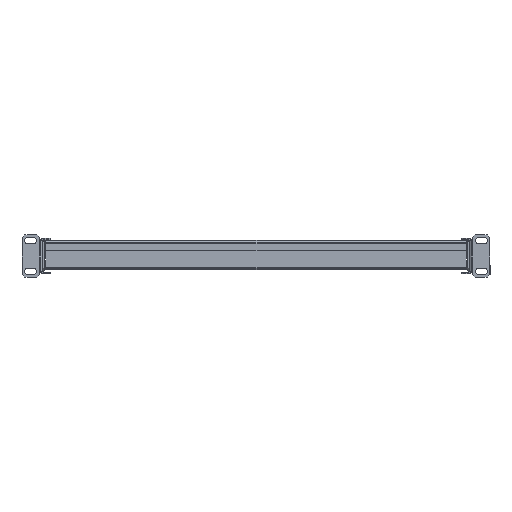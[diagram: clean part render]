
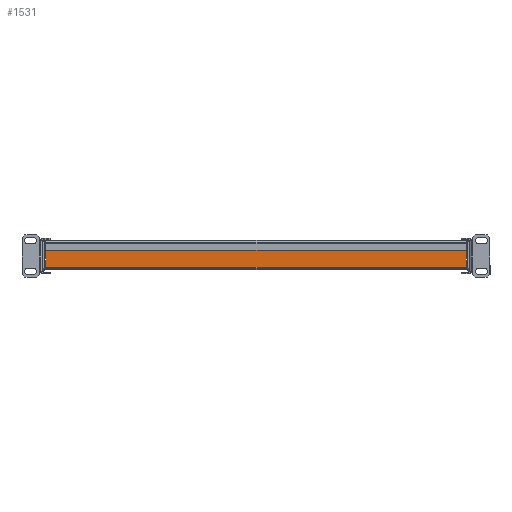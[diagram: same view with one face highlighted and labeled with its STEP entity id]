
A CAD part, left-side view. The second image highlights one B-rep face of the part: STEP entity #1531.
In plain terms, the highlighted planar face has unit normal (-1, 0, 0).
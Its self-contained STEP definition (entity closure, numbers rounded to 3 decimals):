
#1531 = ADVANCED_FACE ( 'NONE', ( #31579 ), #28965, .F. ) ;
#1591 = EDGE_LOOP ( 'NONE', ( #23394, #6343, #27462, #5001 ) ) ;
#2399 = VERTEX_POINT ( 'NONE', #37010 ) ;
#2528 = DIRECTION ( 'NONE',  ( 0., 0., -1. ) ) ;
#3584 = CARTESIAN_POINT ( 'NONE',  ( 0., 434., -28. ) ) ;
#3800 = DIRECTION ( 'NONE',  ( 0., -1., 0. ) ) ;
#4439 = VECTOR ( 'NONE', #23780, 1000. ) ;
#5001 = ORIENTED_EDGE ( 'NONE', *, *, #8871, .T. ) ;
#5976 = VECTOR ( 'NONE', #8077, 1000. ) ;
#6343 = ORIENTED_EDGE ( 'NONE', *, *, #24552, .T. ) ;
#7002 = LINE ( 'NONE', #24056, #26505 ) ;
#7166 = CARTESIAN_POINT ( 'NONE',  ( 0., 434., -2.4 ) ) ;
#8077 = DIRECTION ( 'NONE',  ( 0., 0., -1. ) ) ;
#8871 = EDGE_CURVE ( 'NONE', #16456, #2399, #31779, .T. ) ;
#11902 = CARTESIAN_POINT ( 'NONE',  ( 0., 0., 0. ) ) ;
#12907 = CARTESIAN_POINT ( 'NONE',  ( 0., 0., -2.4 ) ) ;
#14002 = VERTEX_POINT ( 'NONE', #3584 ) ;
#16456 = VERTEX_POINT ( 'NONE', #17693 ) ;
#17693 = CARTESIAN_POINT ( 'NONE',  ( 0., 0., -28. ) ) ;
#18686 = EDGE_CURVE ( 'NONE', #21388, #2399, #35597, .T. ) ;
#18889 = AXIS2_PLACEMENT_3D ( 'NONE', #31956, #34032, #2528 ) ;
#21388 = VERTEX_POINT ( 'NONE', #7166 ) ;
#23394 = ORIENTED_EDGE ( 'NONE', *, *, #18686, .F. ) ;
#23780 = DIRECTION ( 'NONE',  ( 0., -1., 0. ) ) ;
#24056 = CARTESIAN_POINT ( 'NONE',  ( 0., 0., -28. ) ) ;
#24552 = EDGE_CURVE ( 'NONE', #21388, #14002, #33754, .T. ) ;
#26505 = VECTOR ( 'NONE', #3800, 1000. ) ;
#27462 = ORIENTED_EDGE ( 'NONE', *, *, #35699, .T. ) ;
#28860 = CARTESIAN_POINT ( 'NONE',  ( 0., 434., 0. ) ) ;
#28965 = PLANE ( 'NONE',  #18889 ) ;
#31225 = DIRECTION ( 'NONE',  ( 0., 0., 1. ) ) ;
#31579 = FACE_OUTER_BOUND ( 'NONE', #1591, .T. ) ;
#31779 = LINE ( 'NONE', #11902, #35954 ) ;
#31956 = CARTESIAN_POINT ( 'NONE',  ( 0., 0., 0. ) ) ;
#33754 = LINE ( 'NONE', #28860, #5976 ) ;
#34032 = DIRECTION ( 'NONE',  ( 1., 0., 0. ) ) ;
#35597 = LINE ( 'NONE', #12907, #4439 ) ;
#35699 = EDGE_CURVE ( 'NONE', #14002, #16456, #7002, .T. ) ;
#35954 = VECTOR ( 'NONE', #31225, 1000. ) ;
#37010 = CARTESIAN_POINT ( 'NONE',  ( 0., 0., -2.4 ) ) ;
